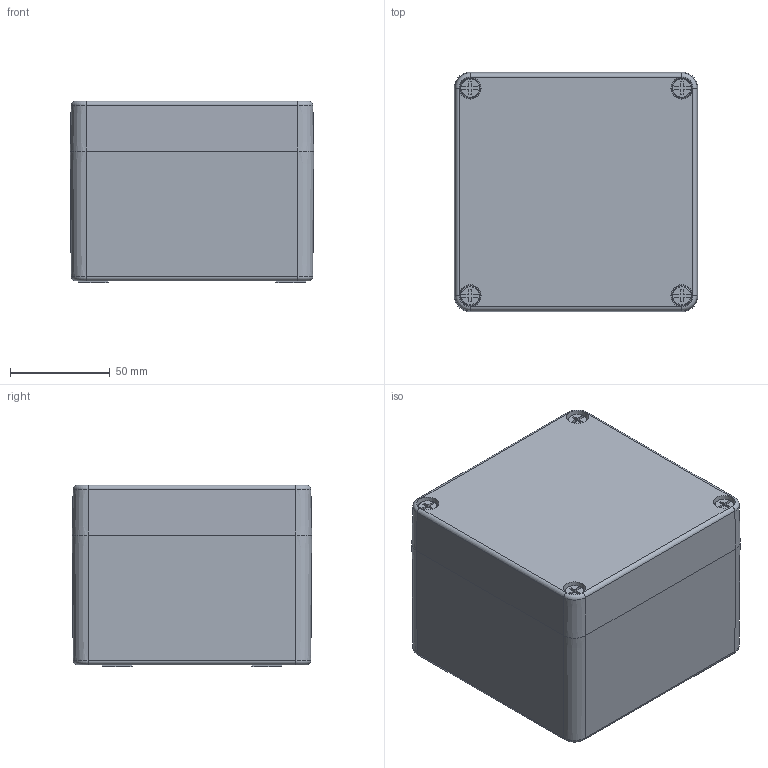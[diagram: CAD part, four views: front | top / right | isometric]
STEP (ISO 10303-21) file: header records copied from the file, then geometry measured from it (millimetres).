
FILE_DESCRIPTION( ( 'STEP AP203' ), '1' );
FILE_NAME( '4024.1_CP_122_90.stp', ' ', ( ' ' ), ( ' ' ), 'PSStep 15.0.47', 'PARTsolutions', ' ' );
FILE_SCHEMA( ( 'CONFIG_CONTROL_DESIGN' ) );
Length unit declared in the file: millimetre
Products named in the file (4): CCD_CP_122_90; _CCD_CP_122_90_H; _CCD_CP_122_90_C; _CCD_CP_122_90_S
Assembly tree (6 placements, depth 2):
  CCD_CP_122_90
    _CCD_CP_122_90_H
    _CCD_CP_122_90_C
    _CCD_CP_122_90_S  x4
Bounding box: 122 x 120 x 91 mm (x, y, z)
Volume: 395871.2 mm3; surface area: 151433.1 mm2
Topology: 6 solids, 6 shells, 387 faces, 970 edges, 616 vertices
Faces by surface type: plane 185, cone 96, cylinder 78, torus 20, bspline 8
Full cylindrical faces by diameter (mm): 4.917 x10, 5.3 x4, 5.317 x4, 6 x4, 9.5 x4
Entity records: 8963 total; most frequent: CARTESIAN_POINT 1652, DIRECTION 1572, ORIENTED_EDGE 1340, EDGE_CURVE 670, AXIS2_PLACEMENT_3D 610, VERTEX_POINT 474, EDGE_LOOP 422, LINE 352
